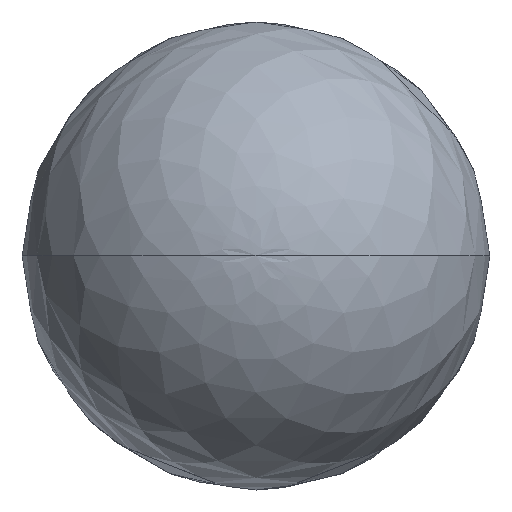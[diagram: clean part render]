
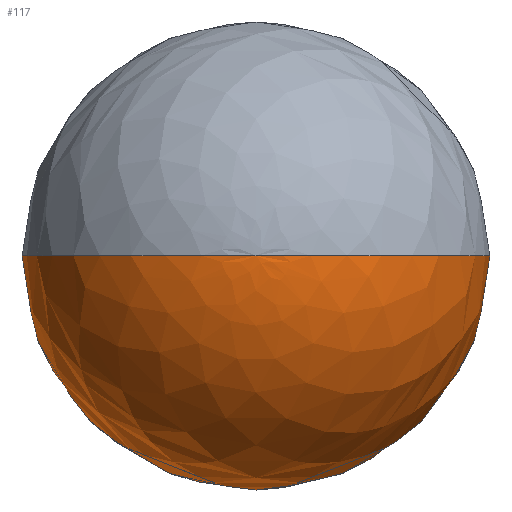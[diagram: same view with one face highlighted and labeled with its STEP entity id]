
A CAD part, top view. The second image highlights one B-rep face of the part: STEP entity #117.
In plain terms, the highlighted free-form (B-spline) face has degree [2, 2] with [5, 5] control points.
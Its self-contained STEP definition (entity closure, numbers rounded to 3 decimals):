
#117=ADVANCED_FACE($,(#179),#789,.T.);
#179=FACE_OUTER_BOUND($,#243,.T.);
#243=EDGE_LOOP($,(#403,#404,#405));
#403=ORIENTED_EDGE($,*,*,#604,.T.);
#404=ORIENTED_EDGE($,*,*,#605,.T.);
#405=ORIENTED_EDGE($,*,*,#610,.F.);
#604=EDGE_CURVE($,#721,#720,#899,.T.);
#605=EDGE_CURVE($,#720,#719,#900,.T.);
#610=EDGE_CURVE($,#721,#719,#904,.T.);
#719=VERTEX_POINT($,#1669);
#720=VERTEX_POINT($,#1670);
#721=VERTEX_POINT($,#1671);
#789=(
BOUNDED_SURFACE()
B_SPLINE_SURFACE(2,2,((#1603,#1604,#1605,#1606,#1607),(#1608,#1609,#1610,
#1611,#1612),(#1613,#1614,#1615,#1616,#1617),(#1618,#1619,#1620,#1621,#1622),
(#1623,#1624,#1625,#1626,#1627)),.UNSPECIFIED.,.F.,.F.,.F.)
B_SPLINE_SURFACE_WITH_KNOTS((3,2,3),(3,2,3),(3.142,4.712,
6.283),(-0.927,0.322,1.571),
.UNSPECIFIED.)
GEOMETRIC_REPRESENTATION_ITEM()
RATIONAL_B_SPLINE_SURFACE(((1.,0.811,1.,0.811,1.),
(0.707,0.574,0.707,0.574,
0.707),(1.,0.811,1.,0.811,1.),(0.707,
0.574,0.707,0.574,0.707),
(1.,0.811,1.,0.811,1.)))
REPRESENTATION_ITEM($)
SURFACE()
);
#899=(
BOUNDED_CURVE()
B_SPLINE_CURVE(2,(#1442,#1443,#1444,#1445,#1446),.UNSPECIFIED.,.F.,.F.)
B_SPLINE_CURVE_WITH_KNOTS((3,2,3),(131.947,197.92,263.894),
.UNSPECIFIED.)
CURVE()
GEOMETRIC_REPRESENTATION_ITEM()
RATIONAL_B_SPLINE_CURVE((1.,0.707,1.,0.707,1.))
REPRESENTATION_ITEM($)
);
#900=(
BOUNDED_CURVE()
B_SPLINE_CURVE(2,(#1447,#1448,#1449,#1450,#1451),.UNSPECIFIED.,.F.,.F.)
B_SPLINE_CURVE_WITH_KNOTS((3,2,3),(-0.927,0.322,
1.571),.UNSPECIFIED.)
CURVE()
GEOMETRIC_REPRESENTATION_ITEM()
RATIONAL_B_SPLINE_CURVE((1.,0.811,1.,0.811,1.))
REPRESENTATION_ITEM($)
);
#904=(
BOUNDED_CURVE()
B_SPLINE_CURVE(2,(#1465,#1466,#1467,#1468,#1469),.UNSPECIFIED.,.F.,.F.)
B_SPLINE_CURVE_WITH_KNOTS((3,2,3),(-0.927,0.322,
1.571),.UNSPECIFIED.)
CURVE()
GEOMETRIC_REPRESENTATION_ITEM()
RATIONAL_B_SPLINE_CURVE((1.,0.811,1.,0.811,1.))
REPRESENTATION_ITEM($)
);
#1442=CARTESIAN_POINT($,(-42.,0.,-56.));
#1443=CARTESIAN_POINT($,(-42.,-42.,-56.));
#1444=CARTESIAN_POINT($,(0.,-42.,-56.));
#1445=CARTESIAN_POINT($,(42.,-42.,-56.));
#1446=CARTESIAN_POINT($,(42.,0.,-56.));
#1447=CARTESIAN_POINT($,(42.,0.,-56.));
#1448=CARTESIAN_POINT($,(82.363,0.,-25.728));
#1449=CARTESIAN_POINT($,(66.408,0.,22.136));
#1450=CARTESIAN_POINT($,(50.453,0.,70.));
#1451=CARTESIAN_POINT($,(0.,0.,70.));
#1465=CARTESIAN_POINT($,(-42.,0.,-56.));
#1466=CARTESIAN_POINT($,(-82.363,0.,-25.728));
#1467=CARTESIAN_POINT($,(-66.408,0.,22.136));
#1468=CARTESIAN_POINT($,(-50.453,0.,70.));
#1469=CARTESIAN_POINT($,(0.,0.,70.));
#1603=CARTESIAN_POINT($,(-42.,0.,-56.));
#1604=CARTESIAN_POINT($,(-82.363,0.,-25.728));
#1605=CARTESIAN_POINT($,(-66.408,0.,22.136));
#1606=CARTESIAN_POINT($,(-50.453,0.,70.));
#1607=CARTESIAN_POINT($,(0.,0.,70.));
#1608=CARTESIAN_POINT($,(-42.,-42.,-56.));
#1609=CARTESIAN_POINT($,(-82.363,-82.363,-25.728));
#1610=CARTESIAN_POINT($,(-66.408,-66.408,22.136));
#1611=CARTESIAN_POINT($,(-50.453,-50.453,70.));
#1612=CARTESIAN_POINT($,(0.,0.,70.));
#1613=CARTESIAN_POINT($,(0.,-42.,-56.));
#1614=CARTESIAN_POINT($,(0.,-82.363,-25.728));
#1615=CARTESIAN_POINT($,(0.,-66.408,22.136));
#1616=CARTESIAN_POINT($,(0.,-50.453,70.));
#1617=CARTESIAN_POINT($,(0.,0.,70.));
#1618=CARTESIAN_POINT($,(42.,-42.,-56.));
#1619=CARTESIAN_POINT($,(82.363,-82.363,-25.728));
#1620=CARTESIAN_POINT($,(66.408,-66.408,22.136));
#1621=CARTESIAN_POINT($,(50.453,-50.453,70.));
#1622=CARTESIAN_POINT($,(0.,0.,70.));
#1623=CARTESIAN_POINT($,(42.,0.,-56.));
#1624=CARTESIAN_POINT($,(82.363,0.,-25.728));
#1625=CARTESIAN_POINT($,(66.408,0.,22.136));
#1626=CARTESIAN_POINT($,(50.453,0.,70.));
#1627=CARTESIAN_POINT($,(0.,0.,70.));
#1669=CARTESIAN_POINT($,(0.,0.,70.));
#1670=CARTESIAN_POINT($,(42.,0.,-56.));
#1671=CARTESIAN_POINT($,(-42.,0.,-56.));
